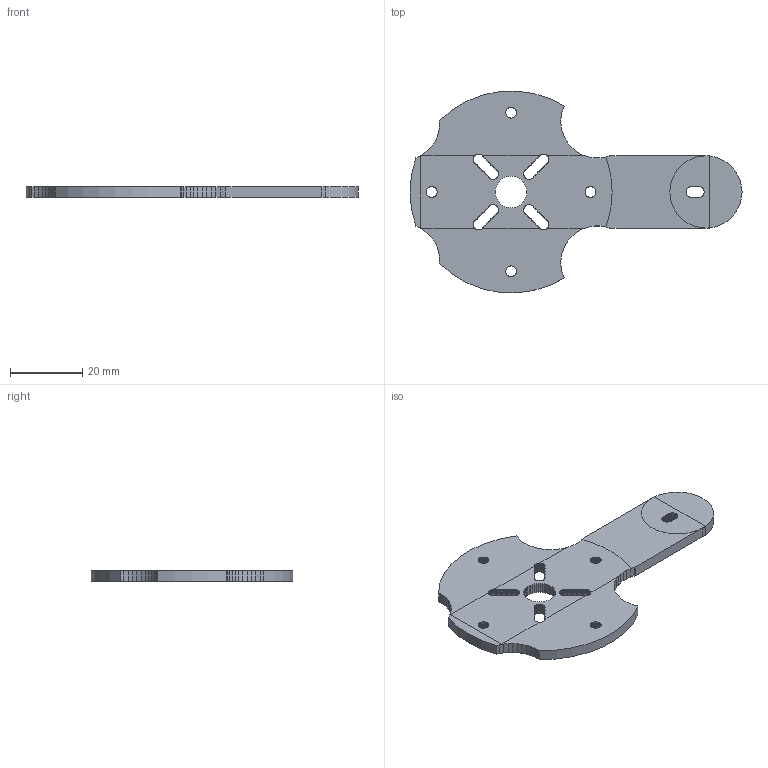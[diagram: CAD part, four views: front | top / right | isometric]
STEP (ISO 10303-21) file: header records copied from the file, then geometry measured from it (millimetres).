
FILE_DESCRIPTION(('FreeCAD Model'),'2;1');
FILE_NAME('motorAdapterAluminium.step','2016-12-10T20:35:39',('Author'),(''), 'Open CASCADE STEP processor 6.8','FreeCAD','Unknown');
FILE_SCHEMA(('AUTOMOTIVE_DESIGN_CC2 { 1 2 10303 214 -1 1 5 4 }'));
Length unit declared in the file: millimetre
Products named in the file (1): difference
Bounding box: 92 x 55.93 x 3 mm (x, y, z)
Volume: 8180.8 mm3; surface area: 6703.6 mm2
Topology: 1 solids, 1 shells, 903 faces, 2717 edges, 1808 vertices
Faces by surface type: plane 898, cylinder 5
Entity records: 61597 total; most frequent: CARTESIAN_POINT 14519, DIRECTION 6323, ORIENTED_EDGE 5434, PCURVE 5434, DEFINITIONAL_REPRESENTATION 5434, LINE 4445, VECTOR 4445, B_SPLINE_CURVE_WITH_KNOTS 3656
